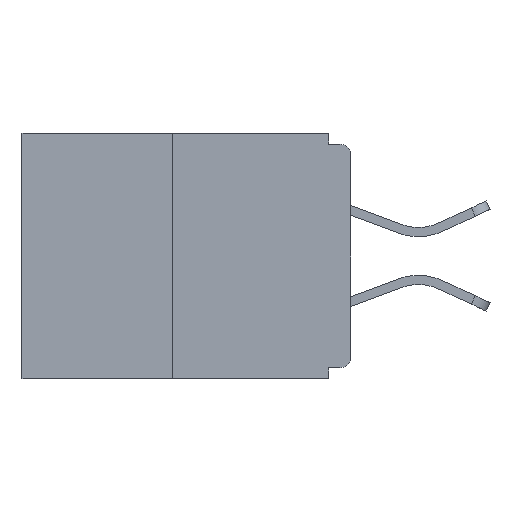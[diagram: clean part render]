
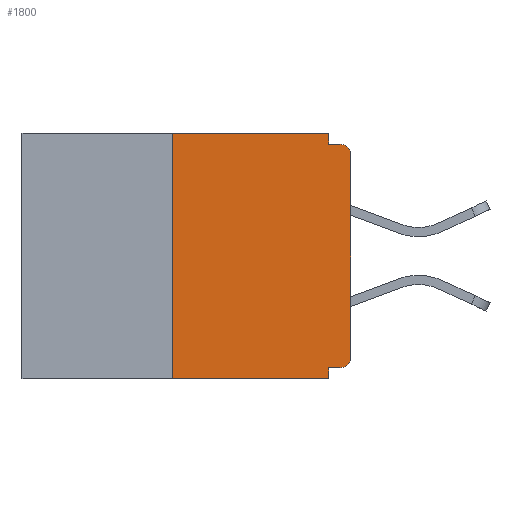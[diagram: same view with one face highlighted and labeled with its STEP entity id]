
A CAD part, left-side view. The second image highlights one B-rep face of the part: STEP entity #1800.
In plain terms, the highlighted planar face has unit normal (-1, 0, 0).
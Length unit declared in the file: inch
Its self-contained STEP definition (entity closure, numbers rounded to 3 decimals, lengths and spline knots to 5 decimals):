
#40 = VERTEX_POINT ( 'NONE', #13928 ) ;
#143 = CARTESIAN_POINT ( 'NONE',  ( 0., 0.46, -0.343 ) ) ;
#596 = CARTESIAN_POINT ( 'NONE',  ( 0., 0., -0.313 ) ) ;
#956 = DIRECTION ( 'NONE',  ( 1., 0., 0. ) ) ;
#1027 = EDGE_CURVE ( 'NONE', #13143, #20440, #18912, .T. ) ;
#1236 = LINE ( 'NONE', #20258, #3474 ) ;
#1612 = CARTESIAN_POINT ( 'NONE',  ( 0., 0., -0.03 ) ) ;
#1661 = EDGE_CURVE ( 'NONE', #12365, #13143, #14648, .T. ) ;
#1683 = DIRECTION ( 'NONE',  ( 0., 0., -1. ) ) ;
#1800 = ADVANCED_FACE ( 'NONE', ( #8095 ), #18422, .F. ) ;
#2478 = EDGE_CURVE ( 'NONE', #10988, #4133, #13350, .T. ) ;
#2607 = CARTESIAN_POINT ( 'NONE',  ( 0., 0.46, 0. ) ) ;
#2842 = ORIENTED_EDGE ( 'NONE', *, *, #5610, .F. ) ;
#3166 = VECTOR ( 'NONE', #3202, 39.37008 ) ;
#3202 = DIRECTION ( 'NONE',  ( 0., -1., 0. ) ) ;
#3474 = VECTOR ( 'NONE', #9197, 39.37008 ) ;
#3862 = VERTEX_POINT ( 'NONE', #8865 ) ;
#3964 = AXIS2_PLACEMENT_3D ( 'NONE', #2607, #956, #12049 ) ;
#3967 = DIRECTION ( 'NONE',  ( 0., 0., 1. ) ) ;
#4133 = VERTEX_POINT ( 'NONE', #5905 ) ;
#4376 = VECTOR ( 'NONE', #19861, 39.37008 ) ;
#4396 = LINE ( 'NONE', #6684, #19410 ) ;
#4643 = CARTESIAN_POINT ( 'NONE',  ( 0., 0.015, -0.015 ) ) ;
#4794 = VERTEX_POINT ( 'NONE', #11984 ) ;
#5009 = ORIENTED_EDGE ( 'NONE', *, *, #15160, .F. ) ;
#5257 = ORIENTED_EDGE ( 'NONE', *, *, #14900, .F. ) ;
#5359 = DIRECTION ( 'NONE',  ( 0., -1., 0. ) ) ;
#5610 = EDGE_CURVE ( 'NONE', #4133, #4794, #1236, .T. ) ;
#5831 = ORIENTED_EDGE ( 'NONE', *, *, #19658, .F. ) ;
#5905 = CARTESIAN_POINT ( 'NONE',  ( 0., 0.031, 0. ) ) ;
#6684 = CARTESIAN_POINT ( 'NONE',  ( 0., 0.25, 0. ) ) ;
#7297 = VERTEX_POINT ( 'NONE', #12947 ) ;
#7372 = ORIENTED_EDGE ( 'NONE', *, *, #2478, .F. ) ;
#7373 = LINE ( 'NONE', #13429, #4376 ) ;
#8012 = CARTESIAN_POINT ( 'NONE',  ( 0., 0.031, -0.343 ) ) ;
#8095 = FACE_OUTER_BOUND ( 'NONE', #18187, .T. ) ;
#8142 = DIRECTION ( 'NONE',  ( -1., 0., 0. ) ) ;
#8677 = ORIENTED_EDGE ( 'NONE', *, *, #17249, .T. ) ;
#8865 = CARTESIAN_POINT ( 'NONE',  ( 0., 0.25, -0.343 ) ) ;
#9197 = DIRECTION ( 'NONE',  ( 0., 0., -1. ) ) ;
#9489 = CARTESIAN_POINT ( 'NONE',  ( 0., 0., -0.328 ) ) ;
#9497 = ORIENTED_EDGE ( 'NONE', *, *, #1661, .T. ) ;
#9866 = EDGE_CURVE ( 'NONE', #7297, #12365, #10016, .T. ) ;
#10016 = CIRCLE ( 'NONE', #10698, 0.015 ) ;
#10361 = VECTOR ( 'NONE', #3967, 39.37008 ) ;
#10698 = AXIS2_PLACEMENT_3D ( 'NONE', #14743, #8142, #1683 ) ;
#10988 = VERTEX_POINT ( 'NONE', #13681 ) ;
#11746 = EDGE_CURVE ( 'NONE', #7297, #40, #17569, .T. ) ;
#11984 = CARTESIAN_POINT ( 'NONE',  ( 0., 0.031, -0.015 ) ) ;
#12049 = DIRECTION ( 'NONE',  ( 0., 0., -1. ) ) ;
#12183 = DIRECTION ( 'NONE',  ( 0., 0., -1. ) ) ;
#12365 = VERTEX_POINT ( 'NONE', #596 ) ;
#12947 = CARTESIAN_POINT ( 'NONE',  ( 0., 0.015, -0.328 ) ) ;
#13143 = VERTEX_POINT ( 'NONE', #1612 ) ;
#13350 = LINE ( 'NONE', #19622, #16848 ) ;
#13429 = CARTESIAN_POINT ( 'NONE',  ( 0., 0., -0.015 ) ) ;
#13681 = CARTESIAN_POINT ( 'NONE',  ( 0., 0.25, 0. ) ) ;
#13928 = CARTESIAN_POINT ( 'NONE',  ( 0., 0.031, -0.328 ) ) ;
#14540 = CARTESIAN_POINT ( 'NONE',  ( 0., 0.031, -0.343 ) ) ;
#14648 = LINE ( 'NONE', #16461, #10361 ) ;
#14743 = CARTESIAN_POINT ( 'NONE',  ( 0., 0.015, -0.313 ) ) ;
#14851 = LINE ( 'NONE', #8012, #20089 ) ;
#14900 = EDGE_CURVE ( 'NONE', #3862, #10988, #4396, .T. ) ;
#15160 = EDGE_CURVE ( 'NONE', #4794, #20440, #7373, .T. ) ;
#15759 = ORIENTED_EDGE ( 'NONE', *, *, #11746, .F. ) ;
#15934 = LINE ( 'NONE', #143, #3166 ) ;
#16066 = ORIENTED_EDGE ( 'NONE', *, *, #1027, .T. ) ;
#16086 = DIRECTION ( 'NONE',  ( 0., 0., -1. ) ) ;
#16461 = CARTESIAN_POINT ( 'NONE',  ( 0., 0., 0. ) ) ;
#16848 = VECTOR ( 'NONE', #5359, 39.37008 ) ;
#17037 = VECTOR ( 'NONE', #17858, 39.37008 ) ;
#17249 = EDGE_CURVE ( 'NONE', #3862, #19545, #15934, .T. ) ;
#17419 = ORIENTED_EDGE ( 'NONE', *, *, #9866, .T. ) ;
#17569 = LINE ( 'NONE', #9489, #17037 ) ;
#17858 = DIRECTION ( 'NONE',  ( 0., 1., 0. ) ) ;
#18187 = EDGE_LOOP ( 'NONE', ( #7372, #5257, #8677, #5831, #15759, #17419, #9497, #16066, #5009, #2842 ) ) ;
#18422 = PLANE ( 'NONE',  #3964 ) ;
#18912 = CIRCLE ( 'NONE', #19580, 0.015 ) ;
#19410 = VECTOR ( 'NONE', #19489, 39.37008 ) ;
#19489 = DIRECTION ( 'NONE',  ( 0., 0., 1. ) ) ;
#19545 = VERTEX_POINT ( 'NONE', #14540 ) ;
#19580 = AXIS2_PLACEMENT_3D ( 'NONE', #19891, #19959, #12183 ) ;
#19622 = CARTESIAN_POINT ( 'NONE',  ( 0., 0.46, 0. ) ) ;
#19658 = EDGE_CURVE ( 'NONE', #40, #19545, #14851, .T. ) ;
#19861 = DIRECTION ( 'NONE',  ( 0., -1., 0. ) ) ;
#19891 = CARTESIAN_POINT ( 'NONE',  ( 0., 0.015, -0.03 ) ) ;
#19959 = DIRECTION ( 'NONE',  ( -1., 0., 0. ) ) ;
#20089 = VECTOR ( 'NONE', #16086, 39.37008 ) ;
#20258 = CARTESIAN_POINT ( 'NONE',  ( 0., 0.031, 0. ) ) ;
#20440 = VERTEX_POINT ( 'NONE', #4643 ) ;
